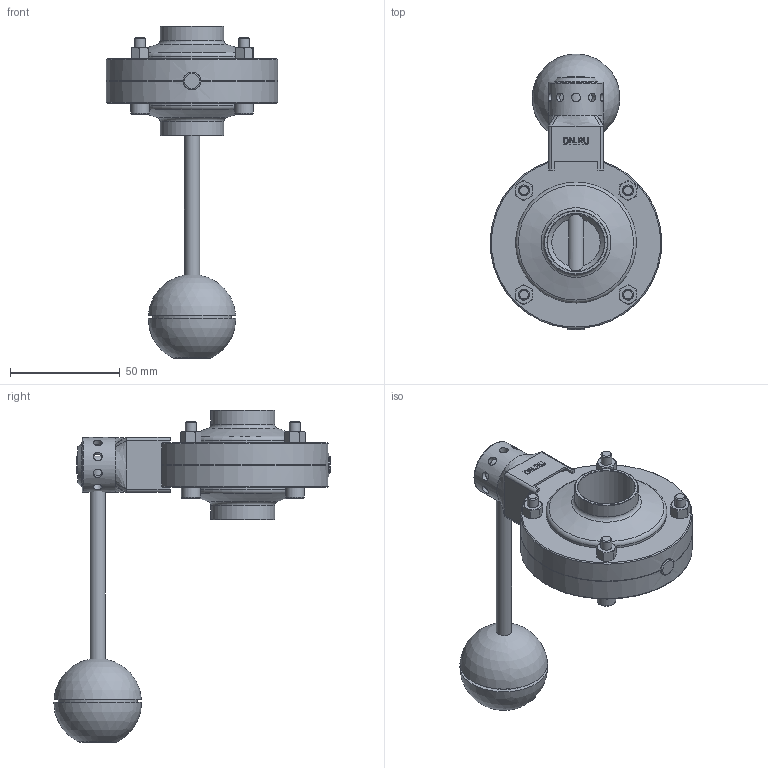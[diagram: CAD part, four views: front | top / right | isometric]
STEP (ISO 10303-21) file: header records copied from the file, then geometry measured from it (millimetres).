
FILE_DESCRIPTION(/* description */ (''),/* implementation_level */ '2;1');
FILE_NAME(/* name */ 'DN25_3D_STEP.stp',/* time_stamp */ '2024-10-29T15:23:37+03:00',/* author */ ('igorr'),/* organization */ (''),/* preprocessor_version */ 'ST-DEVELOPER v20',/* originating_system */ 'Autodesk Inventor 2025',/* authorisation */ '');
FILE_SCHEMA (('AUTOMOTIVE_DESIGN { 1 0 10303 214 3 1 1 }'));
Length unit declared in the file: millimetre
Products named in the file (5): Сборка; Деталь1; Деталь2; AS 1420 - 1973 - M5 x 30; ANSI B18.2.4.2M - M5x0,8
Assembly tree (10 placements, depth 2):
  Сборка
    Деталь1
    Деталь2
    AS 1420 - 1973 - M5 x 30  x4
    ANSI B18.2.4.2M - M5x0,8  x4
Bounding box: 77.9 x 125.64 x 151 mm (x, y, z)
Volume: 159192.9 mm3; surface area: 41834.4 mm2
Topology: 10 solids, 11 shells, 360 faces, 938 edges, 608 vertices
Faces by surface type: plane 169, cone 69, cylinder 67, bspline 31, torus 22, sphere 2
Full cylindrical faces by diameter (mm): 4 x10, 4.134 x4, 5 x12, 7 x2, 8 x3, 8.5 x4, 20 x2, 25 x1, 26 x2, 29 x2, 36 x1, 55 x2
Entity records: 9584 total; most frequent: CARTESIAN_POINT 2951, ORIENTED_EDGE 1358, DIRECTION 1205, EDGE_CURVE 679, VERTEX_POINT 449, AXIS2_PLACEMENT_3D 441, LINE 323, VECTOR 323
